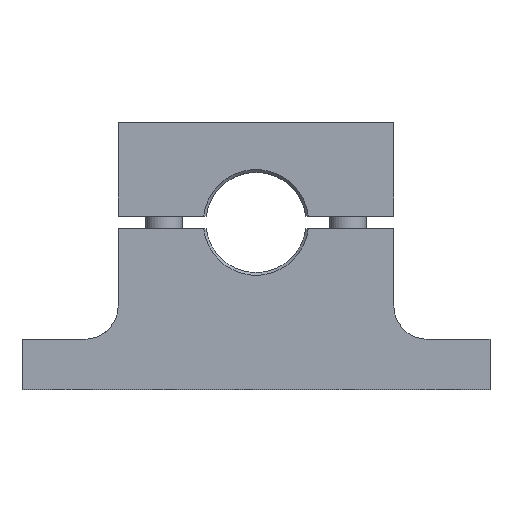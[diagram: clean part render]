
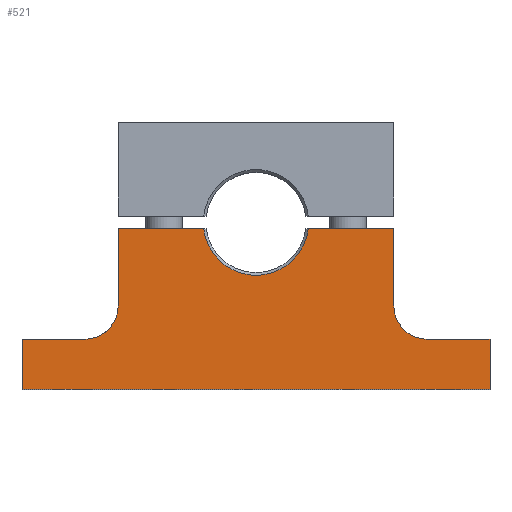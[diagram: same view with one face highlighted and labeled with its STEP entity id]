
A CAD part, top view. The second image highlights one B-rep face of the part: STEP entity #521.
In plain terms, the highlighted planar face has unit normal (0, 0, 1).
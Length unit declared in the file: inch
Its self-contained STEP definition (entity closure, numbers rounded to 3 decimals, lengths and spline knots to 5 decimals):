
#26 = VECTOR ( 'NONE', #3877, 39.37008 ) ;
#50 = VECTOR ( 'NONE', #3370, 39.37008 ) ;
#55 = DIRECTION ( 'NONE',  ( -1., 0., 0. ) ) ;
#63 = LINE ( 'NONE', #4306, #3979 ) ;
#194 = CARTESIAN_POINT ( 'NONE',  ( -0.6405, -0.437, 0.1875 ) ) ;
#239 = PLANE ( 'NONE',  #4611 ) ;
#257 = DIRECTION ( 'NONE',  ( 1., 0., 0. ) ) ;
#396 = CARTESIAN_POINT ( 'NONE',  ( 0.5155, -0.312, 0.1875 ) ) ;
#456 = CARTESIAN_POINT ( 'NONE',  ( 0., -0.437, 0.1875 ) ) ;
#483 = VERTEX_POINT ( 'NONE', #4435 ) ;
#493 = LINE ( 'NONE', #892, #3401 ) ;
#520 = VERTEX_POINT ( 'NONE', #2899 ) ;
#521 = ADVANCED_FACE ( 'NONE', ( #1562 ), #239, .T. ) ;
#524 = ORIENTED_EDGE ( 'NONE', *, *, #3602, .T. ) ;
#533 = DIRECTION ( 'NONE',  ( 0., -1., 0. ) ) ;
#589 = VERTEX_POINT ( 'NONE', #1564 ) ;
#612 = CARTESIAN_POINT ( 'NONE',  ( 0., 0., 0.1875 ) ) ;
#650 = CARTESIAN_POINT ( 'NONE',  ( -0.6405, -0.312, 0.1875 ) ) ;
#683 = ORIENTED_EDGE ( 'NONE', *, *, #2407, .T. ) ;
#707 = LINE ( 'NONE', #2235, #4622 ) ;
#751 = DIRECTION ( 'NONE',  ( -1., 0., 0. ) ) ;
#835 = VECTOR ( 'NONE', #3767, 39.37008 ) ;
#892 = CARTESIAN_POINT ( 'NONE',  ( 0., -0.02344, 0.1875 ) ) ;
#955 = VERTEX_POINT ( 'NONE', #1119 ) ;
#988 = AXIS2_PLACEMENT_3D ( 'NONE', #650, #3295, #1026 ) ;
#994 = DIRECTION ( 'NONE',  ( 1., 0., 0. ) ) ;
#996 = VERTEX_POINT ( 'NONE', #4172 ) ;
#1011 = ORIENTED_EDGE ( 'NONE', *, *, #1790, .T. ) ;
#1026 = DIRECTION ( 'NONE',  ( 1., 0., 0. ) ) ;
#1119 = CARTESIAN_POINT ( 'NONE',  ( -0.5155, -0.312, 0.1875 ) ) ;
#1153 = CARTESIAN_POINT ( 'NONE',  ( -0.875, -0.437, 0.1875 ) ) ;
#1246 = EDGE_CURVE ( 'NONE', #1928, #4303, #63, .T. ) ;
#1263 = DIRECTION ( 'NONE',  ( -1., 0., 0. ) ) ;
#1408 = VECTOR ( 'NONE', #1721, 39.37008 ) ;
#1416 = ORIENTED_EDGE ( 'NONE', *, *, #2788, .T. ) ;
#1467 = EDGE_CURVE ( 'NONE', #955, #2974, #1960, .T. ) ;
#1478 = CARTESIAN_POINT ( 'NONE',  ( 0.1961, -0.02344, 0.1875 ) ) ;
#1532 = ORIENTED_EDGE ( 'NONE', *, *, #1467, .T. ) ;
#1562 = FACE_OUTER_BOUND ( 'NONE', #1776, .T. ) ;
#1564 = CARTESIAN_POINT ( 'NONE',  ( -0.5155, -0.02344, 0.1875 ) ) ;
#1575 = LINE ( 'NONE', #4458, #3478 ) ;
#1589 = VECTOR ( 'NONE', #55, 39.37008 ) ;
#1620 = EDGE_CURVE ( 'NONE', #4303, #520, #4313, .T. ) ;
#1721 = DIRECTION ( 'NONE',  ( 1., 0., 0. ) ) ;
#1763 = CARTESIAN_POINT ( 'NONE',  ( 0.6405, -0.312, 0.1875 ) ) ;
#1776 = EDGE_LOOP ( 'NONE', ( #1011, #524, #4137, #3274, #4847, #1532, #683, #4266, #2822, #1987, #1416, #3134 ) ) ;
#1790 = EDGE_CURVE ( 'NONE', #2781, #3374, #2827, .T. ) ;
#1812 = VERTEX_POINT ( 'NONE', #1478 ) ;
#1928 = VERTEX_POINT ( 'NONE', #1153 ) ;
#1960 = CIRCLE ( 'NONE', #988, 0.125 ) ;
#1987 = ORIENTED_EDGE ( 'NONE', *, *, #4838, .T. ) ;
#2140 = DIRECTION ( 'NONE',  ( 1., 0., 0. ) ) ;
#2235 = CARTESIAN_POINT ( 'NONE',  ( 0., -0.02344, 0.1875 ) ) ;
#2407 = EDGE_CURVE ( 'NONE', #2974, #1928, #3593, .T. ) ;
#2437 = CARTESIAN_POINT ( 'NONE',  ( -0.875, -0.6245, 0.1875 ) ) ;
#2506 = CARTESIAN_POINT ( 'NONE',  ( 0., -0.6245, 0.1875 ) ) ;
#2524 = DIRECTION ( 'NONE',  ( 0., 0., 1. ) ) ;
#2532 = EDGE_CURVE ( 'NONE', #1812, #3138, #3534, .T. ) ;
#2557 = DIRECTION ( 'NONE',  ( 0., -1., 0. ) ) ;
#2781 = VERTEX_POINT ( 'NONE', #396 ) ;
#2788 = EDGE_CURVE ( 'NONE', #996, #483, #3064, .T. ) ;
#2803 = CIRCLE ( 'NONE', #4186, 0.125 ) ;
#2822 = ORIENTED_EDGE ( 'NONE', *, *, #1620, .T. ) ;
#2826 = LINE ( 'NONE', #4518, #835 ) ;
#2827 = LINE ( 'NONE', #2993, #50 ) ;
#2899 = CARTESIAN_POINT ( 'NONE',  ( 0.875, -0.6245, 0.1875 ) ) ;
#2974 = VERTEX_POINT ( 'NONE', #194 ) ;
#2993 = CARTESIAN_POINT ( 'NONE',  ( 0.5155, -0.3833, 0.1875 ) ) ;
#3064 = LINE ( 'NONE', #456, #26 ) ;
#3134 = ORIENTED_EDGE ( 'NONE', *, *, #3217, .T. ) ;
#3138 = VERTEX_POINT ( 'NONE', #3269 ) ;
#3217 = EDGE_CURVE ( 'NONE', #483, #2781, #2803, .T. ) ;
#3257 = DIRECTION ( 'NONE',  ( 0., 0., -1. ) ) ;
#3269 = CARTESIAN_POINT ( 'NONE',  ( -0.1961, -0.02344, 0.1875 ) ) ;
#3274 = ORIENTED_EDGE ( 'NONE', *, *, #4835, .T. ) ;
#3295 = DIRECTION ( 'NONE',  ( 0., 0., -1. ) ) ;
#3348 = EDGE_CURVE ( 'NONE', #589, #955, #1575, .T. ) ;
#3370 = DIRECTION ( 'NONE',  ( 0., 1., 0. ) ) ;
#3374 = VERTEX_POINT ( 'NONE', #4828 ) ;
#3401 = VECTOR ( 'NONE', #1263, 39.37008 ) ;
#3449 = CARTESIAN_POINT ( 'NONE',  ( 0., -0.437, 0.1875 ) ) ;
#3478 = VECTOR ( 'NONE', #2557, 39.37008 ) ;
#3534 = CIRCLE ( 'NONE', #3633, 0.1975 ) ;
#3593 = LINE ( 'NONE', #3449, #1589 ) ;
#3602 = EDGE_CURVE ( 'NONE', #3374, #1812, #493, .T. ) ;
#3633 = AXIS2_PLACEMENT_3D ( 'NONE', #612, #3257, #994 ) ;
#3767 = DIRECTION ( 'NONE',  ( 0., 1., 0. ) ) ;
#3877 = DIRECTION ( 'NONE',  ( -1., 0., 0. ) ) ;
#3979 = VECTOR ( 'NONE', #533, 39.37008 ) ;
#4137 = ORIENTED_EDGE ( 'NONE', *, *, #2532, .T. ) ;
#4172 = CARTESIAN_POINT ( 'NONE',  ( 0.875, -0.437, 0.1875 ) ) ;
#4186 = AXIS2_PLACEMENT_3D ( 'NONE', #1763, #4422, #2140 ) ;
#4266 = ORIENTED_EDGE ( 'NONE', *, *, #1246, .T. ) ;
#4303 = VERTEX_POINT ( 'NONE', #2437 ) ;
#4306 = CARTESIAN_POINT ( 'NONE',  ( -0.875, -0.3833, 0.1875 ) ) ;
#4313 = LINE ( 'NONE', #2506, #1408 ) ;
#4422 = DIRECTION ( 'NONE',  ( 0., 0., -1. ) ) ;
#4435 = CARTESIAN_POINT ( 'NONE',  ( 0.6405, -0.437, 0.1875 ) ) ;
#4458 = CARTESIAN_POINT ( 'NONE',  ( -0.5155, -0.3833, 0.1875 ) ) ;
#4518 = CARTESIAN_POINT ( 'NONE',  ( 0.875, -0.3833, 0.1875 ) ) ;
#4611 = AXIS2_PLACEMENT_3D ( 'NONE', #4797, #2524, #257 ) ;
#4622 = VECTOR ( 'NONE', #751, 39.37008 ) ;
#4797 = CARTESIAN_POINT ( 'NONE',  ( 0., -0.3833, 0.1875 ) ) ;
#4828 = CARTESIAN_POINT ( 'NONE',  ( 0.5155, -0.02344, 0.1875 ) ) ;
#4835 = EDGE_CURVE ( 'NONE', #3138, #589, #707, .T. ) ;
#4838 = EDGE_CURVE ( 'NONE', #520, #996, #2826, .T. ) ;
#4847 = ORIENTED_EDGE ( 'NONE', *, *, #3348, .T. ) ;
